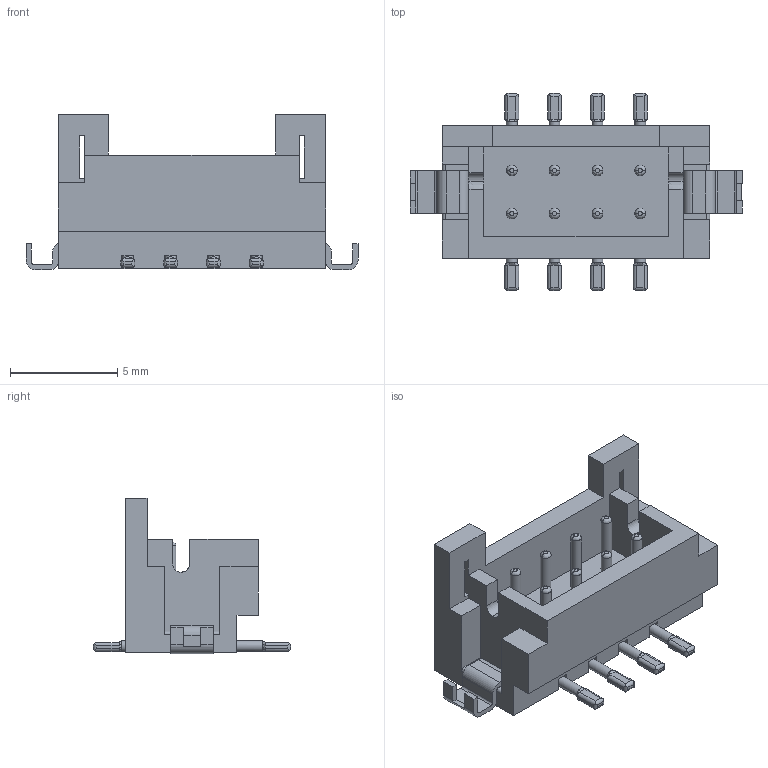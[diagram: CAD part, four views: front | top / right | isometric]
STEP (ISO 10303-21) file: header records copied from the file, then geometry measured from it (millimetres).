
FILE_DESCRIPTION(('FreeCAD Model'),'2;1');
FILE_NAME('DF11C-8DP-2V.stp', '2021-02-28T13:38:32',('Author'),(''), 'Open CASCADE STEP processor 7.3','FreeCAD','Unknown');
FILE_SCHEMA(('AUTOMOTIVE_DESIGN { 1 0 10303 214 1 1 1 1 }'));
Length unit declared in the file: millimetre
Products named in the file (1): DF11C-8DP-2V
Bounding box: 15.5 x 9.2 x 7.25 mm (x, y, z)
Volume: 256.9 mm3; surface area: 617.4 mm2
Topology: 1 solids, 1 shells, 424 faces, 1244 edges, 826 vertices
Faces by surface type: plane 200, cylinder 110, bspline 82, revolution 16, torus 16
Full cylindrical faces by diameter (mm): 0.5 x24
Entity records: 46378 total; most frequent: CARTESIAN_POINT 20279, DIRECTION 3895, LINE 2519, VECTOR 2519, ORIENTED_EDGE 2488, PCURVE 2488, DEFINITIONAL_REPRESENTATION 2488, EDGE_CURVE 1244
